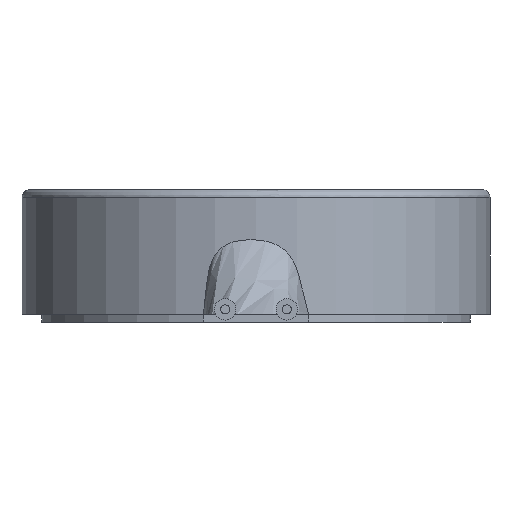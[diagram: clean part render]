
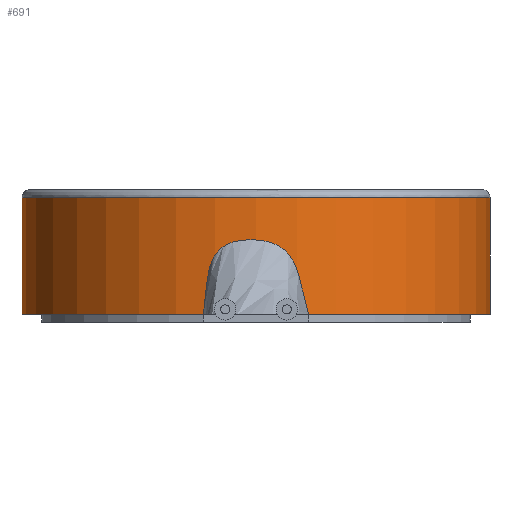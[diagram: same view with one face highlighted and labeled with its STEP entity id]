
A CAD part, front view. The second image highlights one B-rep face of the part: STEP entity #691.
In plain terms, the highlighted cylindrical face has radius 6 mm (diameter 12 mm), a partial arc.
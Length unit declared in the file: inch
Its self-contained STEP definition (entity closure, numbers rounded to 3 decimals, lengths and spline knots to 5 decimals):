
#68=CIRCLE('',#858,0.23622);
#69=CIRCLE('',#859,0.23622);
#86=CYLINDRICAL_SURFACE('',#857,0.23622);
#135=FACE_OUTER_BOUND('',#173,.T.);
#173=EDGE_LOOP('',(#616,#617,#618,#619));
#232=LINE('',#1466,#285);
#233=LINE('',#1469,#286);
#285=VECTOR('',#1069,0.3937);
#286=VECTOR('',#1072,0.3937);
#391=VERTEX_POINT('',#1462);
#392=VERTEX_POINT('',#1463);
#393=VERTEX_POINT('',#1465);
#394=VERTEX_POINT('',#1467);
#503=EDGE_CURVE('',#391,#392,#68,.T.);
#504=EDGE_CURVE('',#392,#393,#232,.T.);
#505=EDGE_CURVE('',#393,#394,#69,.T.);
#506=EDGE_CURVE('',#394,#391,#233,.T.);
#616=ORIENTED_EDGE('',*,*,#503,.T.);
#617=ORIENTED_EDGE('',*,*,#504,.T.);
#618=ORIENTED_EDGE('',*,*,#505,.T.);
#619=ORIENTED_EDGE('',*,*,#506,.T.);
#691=ADVANCED_FACE('',(#135),#86,.T.);
#857=AXIS2_PLACEMENT_3D('',#1461,#1065,#1066);
#858=AXIS2_PLACEMENT_3D('',#1464,#1067,#1068);
#859=AXIS2_PLACEMENT_3D('',#1468,#1070,#1071);
#1065=DIRECTION('center_axis',(0.,0.,-1.));
#1066=DIRECTION('ref_axis',(0.,-1.,0.));
#1067=DIRECTION('center_axis',(0.,0.,1.));
#1068=DIRECTION('ref_axis',(-0.225,-0.974,0.));
#1069=DIRECTION('',(0.,0.,1.));
#1070=DIRECTION('center_axis',(0.,0.,-1.));
#1071=DIRECTION('ref_axis',(-1.,0.,0.));
#1072=DIRECTION('',(0.,0.,-1.));
#1461=CARTESIAN_POINT('Origin',(0.,0.,
0.00787));
#1462=CARTESIAN_POINT('',(-0.23622,0.,0.00787));
#1463=CARTESIAN_POINT('',(0.23622,0.,0.00787));
#1464=CARTESIAN_POINT('Origin',(0.,0.,
0.00787));
#1465=CARTESIAN_POINT('',(0.23622,0.,0.12598));
#1466=CARTESIAN_POINT('',(0.23622,0.,0.00787));
#1467=CARTESIAN_POINT('',(-0.23622,0.,0.12598));
#1468=CARTESIAN_POINT('Origin',(0.,0.,0.12598));
#1469=CARTESIAN_POINT('',(-0.23622,0.,0.12598));
